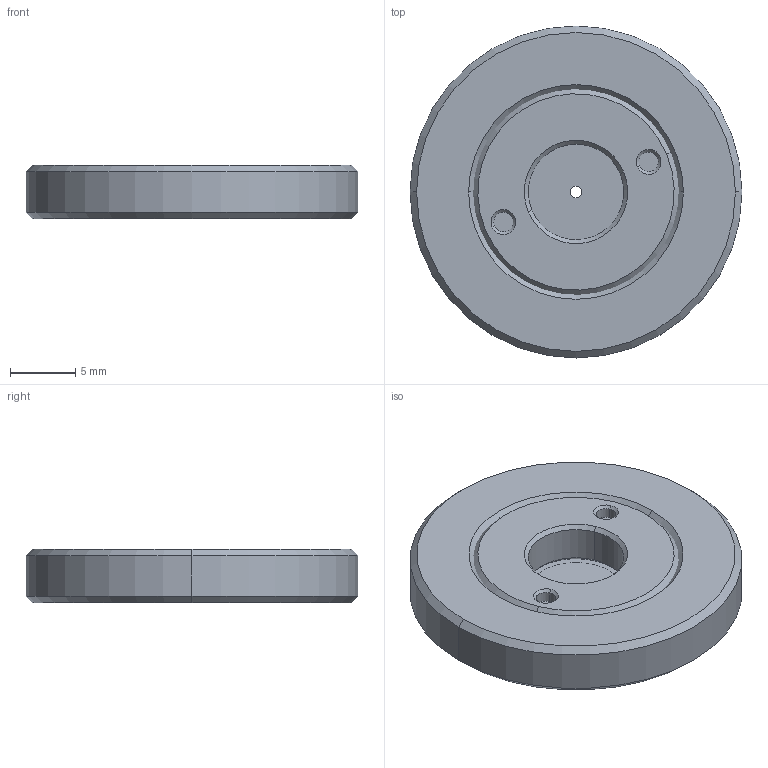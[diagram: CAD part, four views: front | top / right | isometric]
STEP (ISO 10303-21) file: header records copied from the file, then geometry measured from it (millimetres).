
FILE_DESCRIPTION (( 'STEP AP203' ), '1' );
FILE_NAME ('SPA1-900D.STEP', '2025-07-21T07:43:39', ( '' ), ( '' ), 'SwSTEP 2.0', 'SolidWorks 2020', '' );
FILE_SCHEMA (( 'CONFIG_CONTROL_DESIGN' ));
Length unit declared in the file: millimetre
Products named in the file (1): SPA1-900D
Bounding box: 25.35 x 25.35 x 4.1 mm (x, y, z)
Volume: 1885.2 mm3; surface area: 2091.9 mm2
Topology: 3 solids, 3 shells, 428 faces, 1131 edges, 748 vertices
Faces by surface type: plane 251, bspline 133, cylinder 24, cone 20
Entity records: 19968 total; most frequent: CARTESIAN_POINT 10121, ORIENTED_EDGE 2262, DIRECTION 1527, EDGE_CURVE 1131, LINE 795, VECTOR 795, VERTEX_POINT 748, EDGE_LOOP 473
